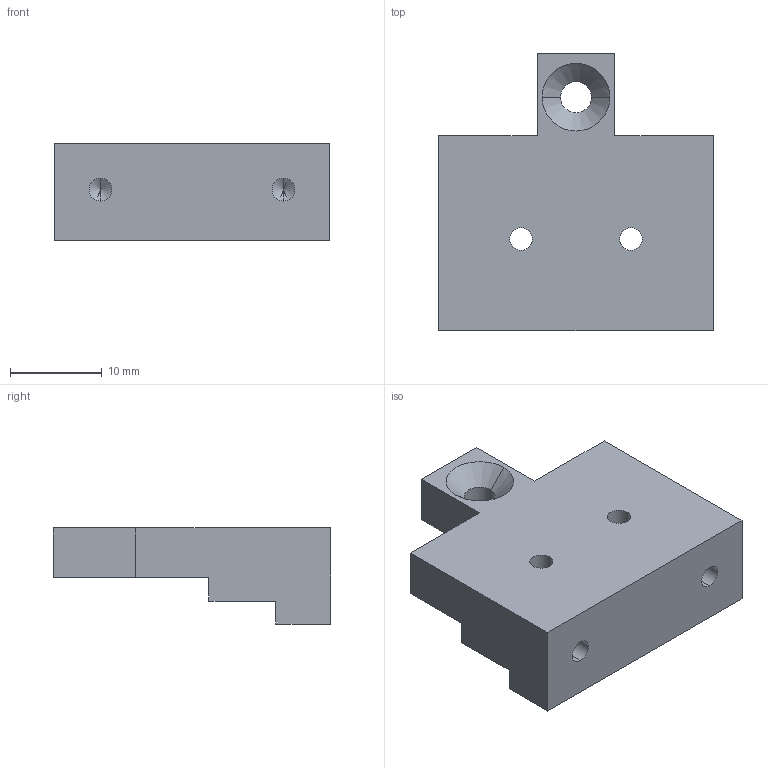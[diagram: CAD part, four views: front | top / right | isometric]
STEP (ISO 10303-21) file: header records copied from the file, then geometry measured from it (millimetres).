
FILE_DESCRIPTION (( 'STEP AP203' ), '1' );
FILE_NAME ('Support_lame_inferieur.STEP', '2022-02-21T15:20:08', ( '' ), ( '' ), 'SwSTEP 2.0', 'SolidWorks 2019', '' );
FILE_SCHEMA (( 'CONFIG_CONTROL_DESIGN' ));
Length unit declared in the file: millimetre
Products named in the file (1): Support_lame_inferieur
Bounding box: 30 x 30.3 x 10.5 mm (x, y, z)
Volume: 5018.8 mm3; surface area: 2876.2 mm2
Topology: 1 solids, 1 shells, 38 faces, 98 edges, 58 vertices
Faces by surface type: cylinder 14, plane 14, cone 10
Entity records: 1185 total; most frequent: DIRECTION 198, CARTESIAN_POINT 187, ORIENTED_EDGE 180, EDGE_CURVE 90, AXIS2_PLACEMENT_3D 69, LINE 60, VECTOR 60, VERTEX_POINT 58
